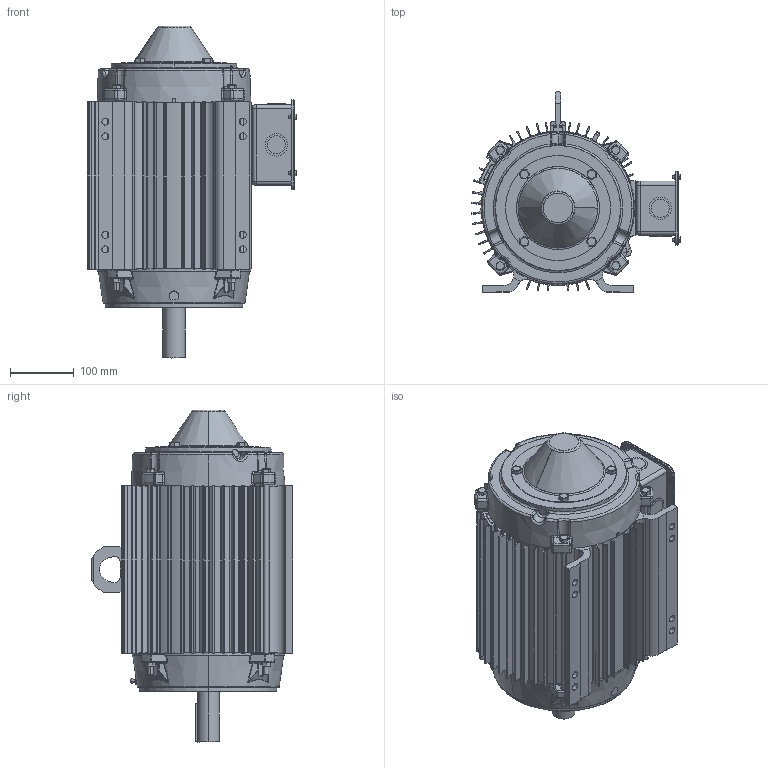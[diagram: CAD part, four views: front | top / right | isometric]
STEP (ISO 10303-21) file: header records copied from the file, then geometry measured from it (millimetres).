
FILE_DESCRIPTION (( 'STEP AP214' ), '1' );
FILE_NAME ('SS330203-1025_Rev3.STEP', '2022-01-03T23:52:48', ( '' ), ( '' ), 'SwSTEP 2.0', 'SolidWorks 2017', '' );
FILE_SCHEMA (( 'AUTOMOTIVE_DESIGN' ));
Length unit declared in the file: inch
Products named in the file (1): SS330203-1025_Rev3
Bounding box: 329.1 x 316.37 x 521.76 mm (x, y, z)
Volume: 3995252.7 mm3; surface area: 1572549 mm2
Topology: 34 solids, 34 shells, 3696 faces, 9588 edges, 5829 vertices
Faces by surface type: bspline 1163, plane 1026, cylinder 1023, cone 484
Entity records: 158612 total; most frequent: CARTESIAN_POINT 76933, ORIENTED_EDGE 18762, DIRECTION 15046, EDGE_CURVE 9381, AXIS2_PLACEMENT_3D 5955, VERTEX_POINT 5829, EDGE_LOOP 3888, ADVANCED_FACE 3696
